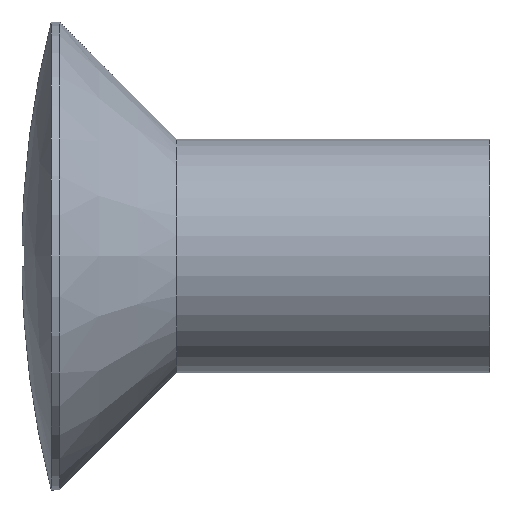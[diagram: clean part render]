
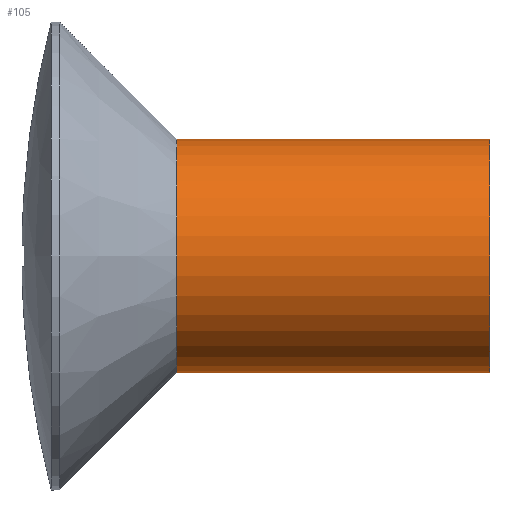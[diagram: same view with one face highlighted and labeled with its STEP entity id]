
A CAD part, left-side view. The second image highlights one B-rep face of the part: STEP entity #105.
In plain terms, the highlighted cylindrical face has radius 4 mm (diameter 8 mm), a partial arc.
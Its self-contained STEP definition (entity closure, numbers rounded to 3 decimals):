
#26 = DIRECTION ( 'NONE',  ( 0., 0., 1. ) ) ;
#27 = DIRECTION ( 'NONE',  ( 0., 1., 0. ) ) ;
#28 = CARTESIAN_POINT ( 'NONE',  ( 0., -15., 0. ) ) ;
#105 = ADVANCED_FACE ( 'NONE', ( #544 ), #546, .T. ) ;
#106 = EDGE_CURVE ( 'NONE', #882, #868, #320, .T. ) ;
#128 = EDGE_CURVE ( 'NONE', #866, #868, #564, .T. ) ;
#157 = EDGE_CURVE ( 'NONE', #867, #882, #583, .T. ) ;
#169 = EDGE_CURVE ( 'NONE', #867, #866, #825, .T. ) ;
#191 = DIRECTION ( 'NONE',  ( 0., 1., 0. ) ) ;
#192 = CARTESIAN_POINT ( 'NONE',  ( 0., 5.46, -4. ) ) ;
#258 = DIRECTION ( 'NONE',  ( 0., 1., 0. ) ) ;
#261 = CARTESIAN_POINT ( 'NONE',  ( 0., 5.46, 4. ) ) ;
#297 = AXIS2_PLACEMENT_3D ( 'NONE', #454, #453, #452 ) ;
#314 = VECTOR ( 'NONE', #258, 1000. ) ;
#320 = CIRCLE ( 'NONE', #327, 4. ) ;
#327 = AXIS2_PLACEMENT_3D ( 'NONE', #451, #450, #449 ) ;
#449 = DIRECTION ( 'NONE',  ( 0., 0., 1. ) ) ;
#450 = DIRECTION ( 'NONE',  ( 0., 1., 0. ) ) ;
#451 = CARTESIAN_POINT ( 'NONE',  ( 0., -4.3, 0. ) ) ;
#452 = DIRECTION ( 'NONE',  ( 0., 0., 1. ) ) ;
#453 = DIRECTION ( 'NONE',  ( 0., 1., 0. ) ) ;
#454 = CARTESIAN_POINT ( 'NONE',  ( 0., 5.46, 0. ) ) ;
#508 = EDGE_LOOP ( 'NONE', ( #800, #803, #804, #802 ) ) ;
#544 = FACE_OUTER_BOUND ( 'NONE', #508, .T. ) ;
#546 = CYLINDRICAL_SURFACE ( 'NONE', #297, 4. ) ;
#564 = LINE ( 'NONE', #261, #314 ) ;
#583 = LINE ( 'NONE', #192, #756 ) ;
#647 = CARTESIAN_POINT ( 'NONE',  ( 0., -4.3, -4. ) ) ;
#656 = CARTESIAN_POINT ( 'NONE',  ( 0., -4.3, 4. ) ) ;
#657 = CARTESIAN_POINT ( 'NONE',  ( 0., -15., -4. ) ) ;
#658 = CARTESIAN_POINT ( 'NONE',  ( 0., -15., 4. ) ) ;
#756 = VECTOR ( 'NONE', #191, 1000. ) ;
#800 = ORIENTED_EDGE ( 'NONE', *, *, #157, .F. ) ;
#802 = ORIENTED_EDGE ( 'NONE', *, *, #106, .F. ) ;
#803 = ORIENTED_EDGE ( 'NONE', *, *, #169, .T. ) ;
#804 = ORIENTED_EDGE ( 'NONE', *, *, #128, .T. ) ;
#825 = CIRCLE ( 'NONE', #835, 4. ) ;
#835 = AXIS2_PLACEMENT_3D ( 'NONE', #28, #27, #26 ) ;
#866 = VERTEX_POINT ( 'NONE', #658 ) ;
#867 = VERTEX_POINT ( 'NONE', #657 ) ;
#868 = VERTEX_POINT ( 'NONE', #656 ) ;
#882 = VERTEX_POINT ( 'NONE', #647 ) ;
